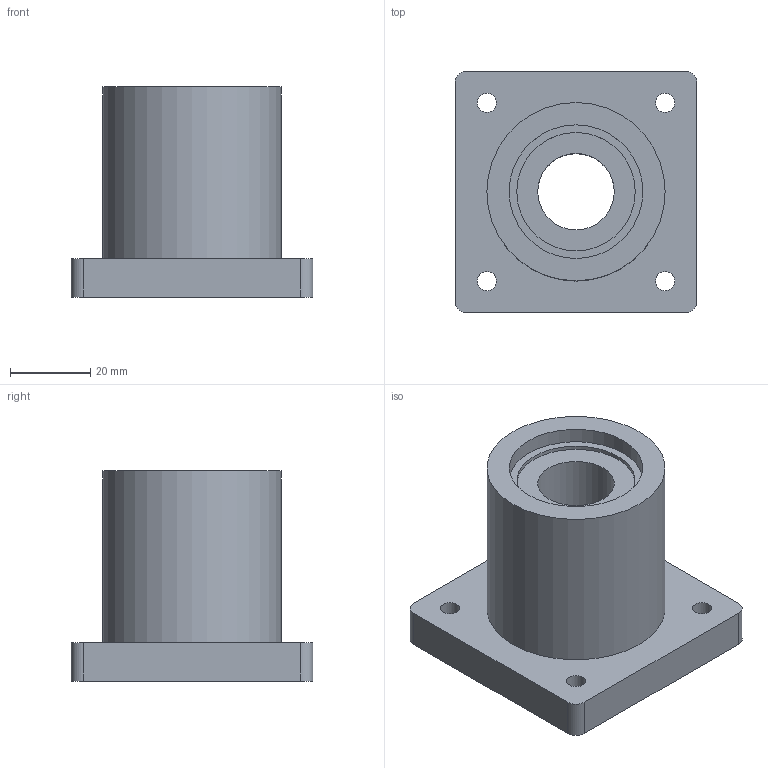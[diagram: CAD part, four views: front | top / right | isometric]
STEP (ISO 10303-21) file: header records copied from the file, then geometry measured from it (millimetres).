
FILE_DESCRIPTION(/* description */ ('STEP AP203'),/* implementation_level */ '2;1');
FILE_NAME(/* name */ '64825K121___CHEMICAL-RST FLANGE-MOUNT LINEAR SLEEVE BRNG_ipt_31589d95.STEP',/* time_stamp */ '2018-02-13T23:11:10-05:00',/* author */ (''),/* organization */ (''),/* preprocessor_version */ 'ST-DEVELOPER v16.13',/* originating_system */ 'Autodesk Inventor 2018',/* authorisation */ '');
FILE_SCHEMA (('AUTOMOTIVE_DESIGN { 1 0 10303 214 3 1 1 }'));
Length unit declared in the file: inch
Products named in the file (1): 64825K121___CHEMICAL-RST FLANGE-MOUNT LINEAR SLEEVE BRNG
Bounding box: 60.33 x 60.33 x 52.39 mm (x, y, z)
Volume: 80250.4 mm3; surface area: 30757.3 mm2
Topology: 4 solids, 4 shells, 37 faces, 72 edges, 48 vertices
Faces by surface type: cylinder 20, plane 17
Full cylindrical faces by diameter (mm): 4.762 x4, 19.05 x1, 29.527 x2, 33.337 x4, 37.147 x4, 44.45 x1
Entity records: 956 total; most frequent: DIRECTION 172, CARTESIAN_POINT 142, ORIENTED_EDGE 112, AXIS2_PLACEMENT_3D 78, EDGE_LOOP 74, EDGE_CURVE 56, VERTEX_POINT 48, CIRCLE 40
